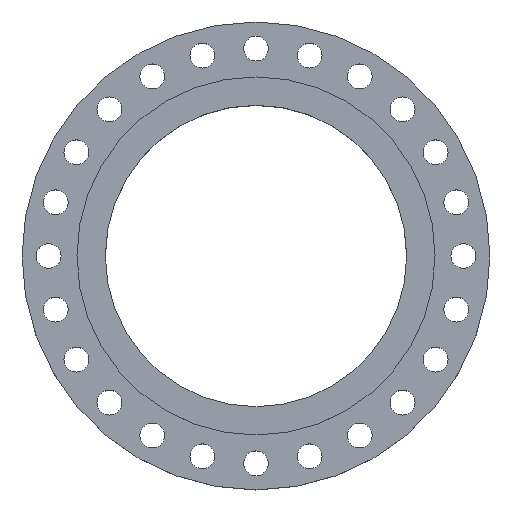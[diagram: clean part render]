
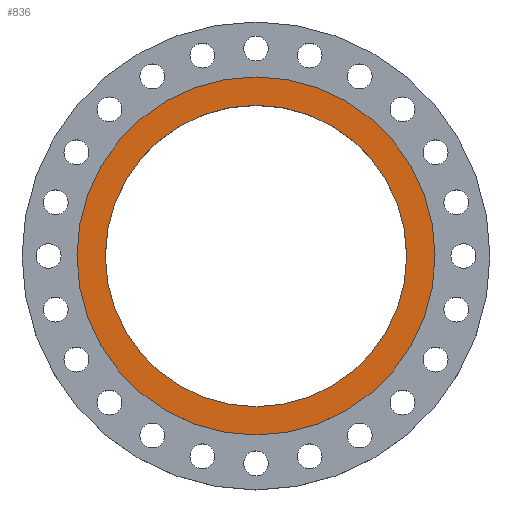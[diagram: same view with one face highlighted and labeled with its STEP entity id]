
A CAD part, top view. The second image highlights one B-rep face of the part: STEP entity #836.
In plain terms, the highlighted planar face has unit normal (0, 0, 1).
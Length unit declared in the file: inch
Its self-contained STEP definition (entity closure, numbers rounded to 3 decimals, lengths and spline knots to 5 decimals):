
#9 = CARTESIAN_POINT ( 'NONE',  ( 0., 0., 0. ) ) ;
#31 = CARTESIAN_POINT ( 'NONE',  ( 0., 0., 0. ) ) ;
#106 = CARTESIAN_POINT ( 'NONE',  ( 0., 0., 0. ) ) ;
#168 = CIRCLE ( 'NONE', #771, 12.625 ) ;
#215 = ORIENTED_EDGE ( 'NONE', *, *, #1061, .T. ) ;
#266 = VERTEX_POINT ( 'NONE', #825 ) ;
#273 = DIRECTION ( 'NONE',  ( 0., 0., 1. ) ) ;
#402 = CARTESIAN_POINT ( 'NONE',  ( 0., 0., 0. ) ) ;
#533 = CARTESIAN_POINT ( 'NONE',  ( 12.625, 0., 0. ) ) ;
#575 = DIRECTION ( 'NONE',  ( 1., 0., 0. ) ) ;
#625 = CIRCLE ( 'NONE', #1413, 12.625 ) ;
#654 = AXIS2_PLACEMENT_3D ( 'NONE', #402, #2204, #783 ) ;
#677 = CARTESIAN_POINT ( 'NONE',  ( 0., 10.625, 0. ) ) ;
#728 = DIRECTION ( 'NONE',  ( 1., 0., 0. ) ) ;
#771 = AXIS2_PLACEMENT_3D ( 'NONE', #9, #1809, #728 ) ;
#783 = DIRECTION ( 'NONE',  ( 1., 0., 0. ) ) ;
#792 = EDGE_LOOP ( 'NONE', ( #1513, #215 ) ) ;
#794 = ORIENTED_EDGE ( 'NONE', *, *, #1273, .F. ) ;
#812 = FACE_BOUND ( 'NONE', #1142, .T. ) ;
#825 = CARTESIAN_POINT ( 'NONE',  ( -12.625, 0., 0. ) ) ;
#836 = ADVANCED_FACE ( 'NONE', ( #812, #1565 ), #1525, .F. ) ;
#998 = AXIS2_PLACEMENT_3D ( 'NONE', #31, #1995, #575 ) ;
#1061 = EDGE_CURVE ( 'NONE', #266, #1254, #168, .T. ) ;
#1142 = EDGE_LOOP ( 'NONE', ( #794, #1402 ) ) ;
#1254 = VERTEX_POINT ( 'NONE', #533 ) ;
#1260 = EDGE_CURVE ( 'NONE', #1495, #1435, #1295, .T. ) ;
#1273 = EDGE_CURVE ( 'NONE', #1435, #1495, #2247, .T. ) ;
#1295 = CIRCLE ( 'NONE', #654, 10.625 ) ;
#1298 = CARTESIAN_POINT ( 'NONE',  ( -10.625, 0., 0. ) ) ;
#1315 = DIRECTION ( 'NONE',  ( 1., 0., 0. ) ) ;
#1359 = CARTESIAN_POINT ( 'NONE',  ( 10.625, 0., 0. ) ) ;
#1375 = AXIS2_PLACEMENT_3D ( 'NONE', #677, #2061, #2124 ) ;
#1402 = ORIENTED_EDGE ( 'NONE', *, *, #1260, .F. ) ;
#1413 = AXIS2_PLACEMENT_3D ( 'NONE', #106, #273, #1315 ) ;
#1435 = VERTEX_POINT ( 'NONE', #1359 ) ;
#1465 = EDGE_CURVE ( 'NONE', #1254, #266, #625, .T. ) ;
#1495 = VERTEX_POINT ( 'NONE', #1298 ) ;
#1513 = ORIENTED_EDGE ( 'NONE', *, *, #1465, .T. ) ;
#1525 = PLANE ( 'NONE',  #1375 ) ;
#1565 = FACE_OUTER_BOUND ( 'NONE', #792, .T. ) ;
#1809 = DIRECTION ( 'NONE',  ( 0., 0., 1. ) ) ;
#1995 = DIRECTION ( 'NONE',  ( 0., 0., 1. ) ) ;
#2061 = DIRECTION ( 'NONE',  ( 0., 0., -1. ) ) ;
#2124 = DIRECTION ( 'NONE',  ( -1., 0., 0. ) ) ;
#2204 = DIRECTION ( 'NONE',  ( 0., 0., 1. ) ) ;
#2247 = CIRCLE ( 'NONE', #998, 10.625 ) ;
